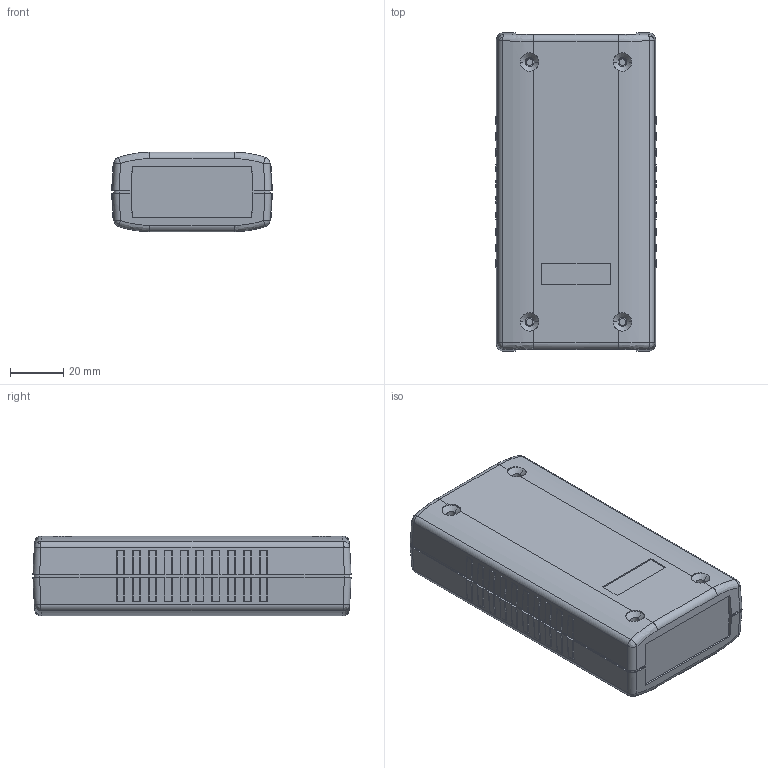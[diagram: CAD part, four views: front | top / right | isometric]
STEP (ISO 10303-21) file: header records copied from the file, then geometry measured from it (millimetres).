
FILE_DESCRIPTION (( 'STEP AP214' ), '1' );
FILE_NAME ('G436 G407.STEP', '2010-11-10T06:53:17', ( 'NEF User' ), ( 'NEF User' ), 'SwSTEP 2.0', 'SolidWorks 2010', '' );
FILE_SCHEMA (( 'AUTOMOTIVE_DESIGN' ));
Length unit declared in the file: millimetre
Products named in the file (1): G436  G407
Bounding box: 60.6 x 120 x 30 mm (x, y, z)
Volume: 60240.9 mm3; surface area: 56142.9 mm2
Topology: 4 solids, 4 shells, 979 faces, 2706 edges, 1719 vertices
Faces by surface type: plane 578, cylinder 264, cone 110, bspline 27
Entity records: 33166 total; most frequent: CARTESIAN_POINT 8950, ORIENTED_EDGE 5376, DIRECTION 4704, EDGE_CURVE 2688, LINE 1726, VECTOR 1726, VERTEX_POINT 1719, AXIS2_PLACEMENT_3D 1489
